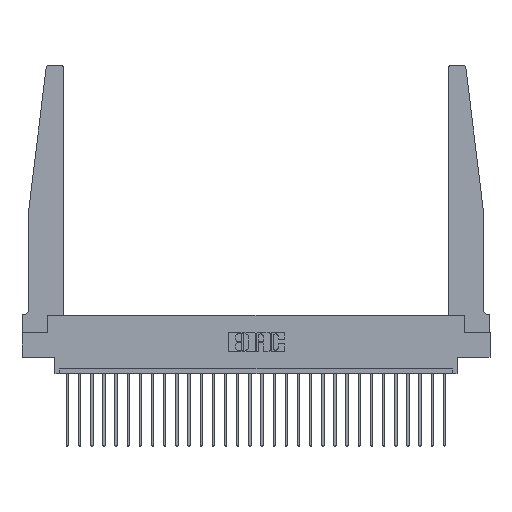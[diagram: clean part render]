
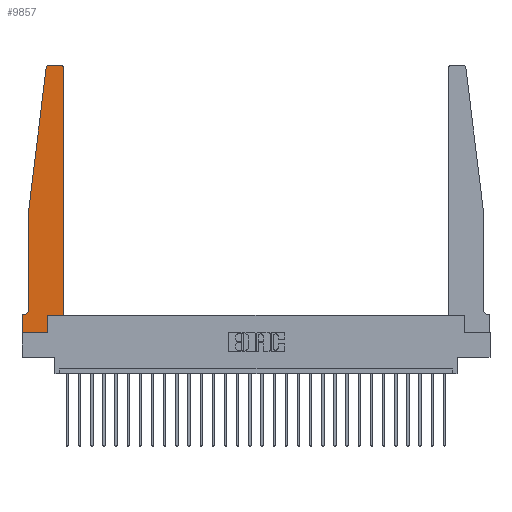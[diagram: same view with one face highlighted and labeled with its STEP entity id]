
A CAD part, top view. The second image highlights one B-rep face of the part: STEP entity #9857.
In plain terms, the highlighted planar face has unit normal (0, 0, 1).
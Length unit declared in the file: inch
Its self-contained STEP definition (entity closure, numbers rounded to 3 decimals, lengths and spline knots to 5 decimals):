
#31 = ORIENTED_EDGE ( 'NONE', *, *, #18849, .T. ) ;
#275 = CARTESIAN_POINT ( 'NONE',  ( 0.395, 2.75, 0.37 ) ) ;
#1235 = EDGE_CURVE ( 'NONE', #22854, #16578, #16275, .T. ) ;
#1314 = VERTEX_POINT ( 'NONE', #5582 ) ;
#1706 = EDGE_CURVE ( 'NONE', #1314, #4748, #25316, .T. ) ;
#1899 = VECTOR ( 'NONE', #24806, 39.37008 ) ;
#2208 = VECTOR ( 'NONE', #16511, 39.37008 ) ;
#2360 = EDGE_CURVE ( 'NONE', #21828, #18208, #7340, .T. ) ;
#2547 = ORIENTED_EDGE ( 'NONE', *, *, #15573, .T. ) ;
#2916 = DIRECTION ( 'NONE',  ( 1., 0., 0. ) ) ;
#3025 = EDGE_CURVE ( 'NONE', #4748, #21828, #15809, .T. ) ;
#3245 = DIRECTION ( 'NONE',  ( 0., 1., 0. ) ) ;
#3453 = PLANE ( 'NONE',  #14336 ) ;
#3560 = VECTOR ( 'NONE', #10884, 39.37008 ) ;
#4101 = AXIS2_PLACEMENT_3D ( 'NONE', #22908, #14901, #10921 ) ;
#4172 = ORIENTED_EDGE ( 'NONE', *, *, #3025, .T. ) ;
#4411 = CARTESIAN_POINT ( 'NONE',  ( 0.425, 0.18, 0.37 ) ) ;
#4508 = CARTESIAN_POINT ( 'NONE',  ( 0.065, 1.25, 0.37 ) ) ;
#4748 = VERTEX_POINT ( 'NONE', #5169 ) ;
#5169 = CARTESIAN_POINT ( 'NONE',  ( 0.425, 2.72, 0.37 ) ) ;
#5582 = CARTESIAN_POINT ( 'NONE',  ( 0.425, 0.18, 0.37 ) ) ;
#5833 = DIRECTION ( 'NONE',  ( 1., 0., 0. ) ) ;
#5979 = ORIENTED_EDGE ( 'NONE', *, *, #12736, .T. ) ;
#6403 = LINE ( 'NONE', #21506, #25617 ) ;
#6707 = CARTESIAN_POINT ( 'NONE',  ( 0.2605, 0.18, 0.37 ) ) ;
#7114 = VECTOR ( 'NONE', #2916, 39.37008 ) ;
#7242 = CARTESIAN_POINT ( 'NONE',  ( 0., 0., 0.37 ) ) ;
#7269 = VERTEX_POINT ( 'NONE', #14331 ) ;
#7340 = LINE ( 'NONE', #24801, #3560 ) ;
#7363 = ORIENTED_EDGE ( 'NONE', *, *, #1706, .T. ) ;
#7940 = CIRCLE ( 'NONE', #4101, 0.03 ) ;
#8174 = CARTESIAN_POINT ( 'NONE',  ( 0.065, 1.25, 0.37 ) ) ;
#8285 = CARTESIAN_POINT ( 'NONE',  ( 0.24675, 2.72367, 0.37 ) ) ;
#8676 = LINE ( 'NONE', #4411, #18769 ) ;
#9393 = VERTEX_POINT ( 'NONE', #8174 ) ;
#9584 = DIRECTION ( 'NONE',  ( -1., 0., 0. ) ) ;
#9857 = ADVANCED_FACE ( 'NONE', ( #13414 ), #3453, .T. ) ;
#10125 = LINE ( 'NONE', #6707, #23684 ) ;
#10131 = CARTESIAN_POINT ( 'NONE',  ( 0., 0., 0.37 ) ) ;
#10157 = EDGE_LOOP ( 'NONE', ( #21531, #20071, #5979, #2547, #12752, #31, #22106, #20373, #10677, #21914, #7363, #4172 ) ) ;
#10191 = VECTOR ( 'NONE', #3245, 39.37008 ) ;
#10622 = DIRECTION ( 'NONE',  ( 1., 0., 0. ) ) ;
#10677 = ORIENTED_EDGE ( 'NONE', *, *, #11893, .T. ) ;
#10695 = CARTESIAN_POINT ( 'NONE',  ( 0.2605, 0.18, 0.37 ) ) ;
#10884 = DIRECTION ( 'NONE',  ( -1., 0., 0. ) ) ;
#10921 = DIRECTION ( 'NONE',  ( 1., 0., 0. ) ) ;
#10992 = DIRECTION ( 'NONE',  ( 1., 0., 0. ) ) ;
#11257 = CARTESIAN_POINT ( 'NONE',  ( 0., 0., 0.37 ) ) ;
#11445 = DIRECTION ( 'NONE',  ( -1., 0., 0. ) ) ;
#11820 = EDGE_CURVE ( 'NONE', #18208, #17235, #7940, .T. ) ;
#11893 = EDGE_CURVE ( 'NONE', #16578, #15225, #10125, .T. ) ;
#12131 = AXIS2_PLACEMENT_3D ( 'NONE', #17218, #15247, #10992 ) ;
#12625 = LINE ( 'NONE', #4508, #1899 ) ;
#12736 = EDGE_CURVE ( 'NONE', #17235, #9393, #12625, .T. ) ;
#12752 = ORIENTED_EDGE ( 'NONE', *, *, #21027, .T. ) ;
#13150 = CARTESIAN_POINT ( 'NONE',  ( 0., 0.1875, 0.37 ) ) ;
#13414 = FACE_OUTER_BOUND ( 'NONE', #10157, .T. ) ;
#13512 = LINE ( 'NONE', #19984, #14435 ) ;
#14331 = CARTESIAN_POINT ( 'NONE',  ( 0.015, 0.1875, 0.37 ) ) ;
#14336 = AXIS2_PLACEMENT_3D ( 'NONE', #13150, #24027, #5833 ) ;
#14435 = VECTOR ( 'NONE', #15668, 39.37008 ) ;
#14901 = DIRECTION ( 'NONE',  ( 0., 0., 1. ) ) ;
#15225 = VERTEX_POINT ( 'NONE', #10695 ) ;
#15247 = DIRECTION ( 'NONE',  ( 0., 0., 1. ) ) ;
#15573 = EDGE_CURVE ( 'NONE', #9393, #22050, #13512, .T. ) ;
#15668 = DIRECTION ( 'NONE',  ( 0., -1., 0. ) ) ;
#15809 = CIRCLE ( 'NONE', #12131, 0.03 ) ;
#16275 = LINE ( 'NONE', #11257, #7114 ) ;
#16511 = DIRECTION ( 'NONE',  ( 0., -1., 0. ) ) ;
#16578 = VERTEX_POINT ( 'NONE', #21241 ) ;
#17218 = CARTESIAN_POINT ( 'NONE',  ( 0.395, 2.72, 0.37 ) ) ;
#17230 = DIRECTION ( 'NONE',  ( 0., 1., 0. ) ) ;
#17235 = VERTEX_POINT ( 'NONE', #8285 ) ;
#17276 = CARTESIAN_POINT ( 'NONE',  ( 0.425, 0.18, 0.37 ) ) ;
#17569 = DIRECTION ( 'NONE',  ( 0., 0., -1. ) ) ;
#18208 = VERTEX_POINT ( 'NONE', #22780 ) ;
#18769 = VECTOR ( 'NONE', #10622, 39.37008 ) ;
#18849 = EDGE_CURVE ( 'NONE', #7269, #22763, #6403, .T. ) ;
#19146 = CARTESIAN_POINT ( 'NONE',  ( 0.065, 0.2375, 0.37 ) ) ;
#19984 = CARTESIAN_POINT ( 'NONE',  ( 0.065, 1.25, 0.37 ) ) ;
#20071 = ORIENTED_EDGE ( 'NONE', *, *, #11820, .T. ) ;
#20373 = ORIENTED_EDGE ( 'NONE', *, *, #1235, .T. ) ;
#21027 = EDGE_CURVE ( 'NONE', #22050, #7269, #23619, .T. ) ;
#21241 = CARTESIAN_POINT ( 'NONE',  ( 0.2605, 0., 0.37 ) ) ;
#21506 = CARTESIAN_POINT ( 'NONE',  ( 0.065, 0.1875, 0.37 ) ) ;
#21531 = ORIENTED_EDGE ( 'NONE', *, *, #2360, .T. ) ;
#21828 = VERTEX_POINT ( 'NONE', #275 ) ;
#21914 = ORIENTED_EDGE ( 'NONE', *, *, #25321, .T. ) ;
#22050 = VERTEX_POINT ( 'NONE', #19146 ) ;
#22106 = ORIENTED_EDGE ( 'NONE', *, *, #22337, .T. ) ;
#22337 = EDGE_CURVE ( 'NONE', #22763, #22854, #23642, .T. ) ;
#22763 = VERTEX_POINT ( 'NONE', #24660 ) ;
#22780 = CARTESIAN_POINT ( 'NONE',  ( 0.27653, 2.75, 0.37 ) ) ;
#22854 = VERTEX_POINT ( 'NONE', #7242 ) ;
#22908 = CARTESIAN_POINT ( 'NONE',  ( 0.27653, 2.72, 0.37 ) ) ;
#23619 = CIRCLE ( 'NONE', #24256, 0.05 ) ;
#23642 = LINE ( 'NONE', #10131, #2208 ) ;
#23684 = VECTOR ( 'NONE', #17230, 39.37008 ) ;
#24027 = DIRECTION ( 'NONE',  ( 0., 0., 1. ) ) ;
#24256 = AXIS2_PLACEMENT_3D ( 'NONE', #25332, #17569, #9584 ) ;
#24660 = CARTESIAN_POINT ( 'NONE',  ( 0., 0.1875, 0.37 ) ) ;
#24801 = CARTESIAN_POINT ( 'NONE',  ( 0.25, 2.75, 0.37 ) ) ;
#24806 = DIRECTION ( 'NONE',  ( -0.122, -0.992, 0. ) ) ;
#25316 = LINE ( 'NONE', #17276, #10191 ) ;
#25321 = EDGE_CURVE ( 'NONE', #15225, #1314, #8676, .T. ) ;
#25332 = CARTESIAN_POINT ( 'NONE',  ( 0.015, 0.2375, 0.37 ) ) ;
#25617 = VECTOR ( 'NONE', #11445, 39.37008 ) ;
